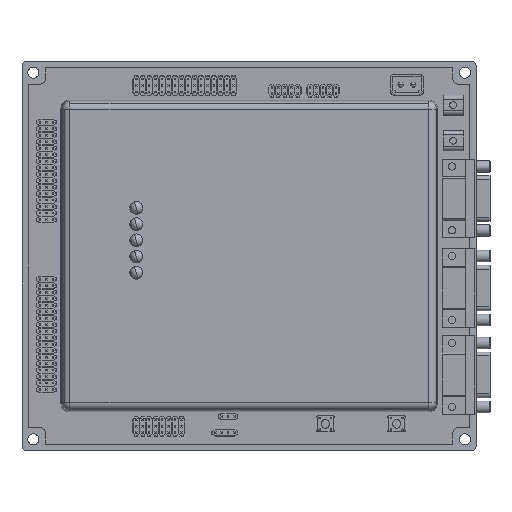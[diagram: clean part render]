
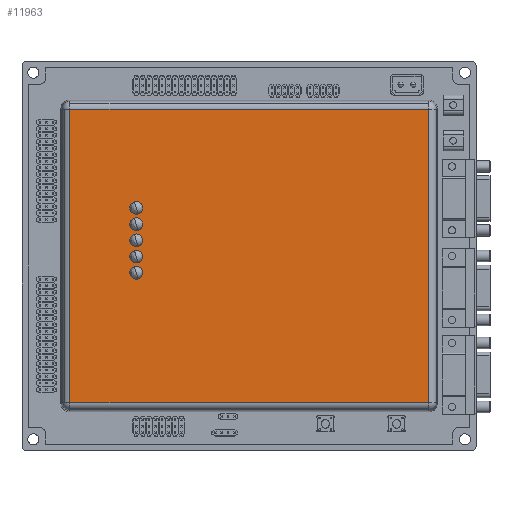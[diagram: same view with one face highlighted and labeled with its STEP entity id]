
A CAD part, top view. The second image highlights one B-rep face of the part: STEP entity #11963.
In plain terms, the highlighted face is planar.
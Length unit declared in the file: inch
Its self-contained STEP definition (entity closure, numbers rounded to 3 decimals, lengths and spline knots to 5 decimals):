
#9902=CARTESIAN_POINT('',(1.83843,0.24,0.0));
#9903=VERTEX_POINT('',#9902);
#9912=CARTESIAN_POINT('',(1.64157,0.24,0.0));
#9913=VERTEX_POINT('',#9912);
#9914=CARTESIAN_POINT('',(1.74,0.24,0.0));
#9915=DIRECTION('',(0.0,0.0,1.0));
#9916=DIRECTION('',(1.0,0.0,0.0));
#9917=AXIS2_PLACEMENT_3D('',#9914,#9915,#9916);
#9918=CIRCLE('',#9917,0.09843);
#9919=EDGE_CURVE('',#9913,#9903,#9918,.T.);
#10028=CARTESIAN_POINT('',(1.83843,0.49,0.0));
#10029=VERTEX_POINT('',#10028);
#10038=CARTESIAN_POINT('',(1.64157,0.49,0.0));
#10039=VERTEX_POINT('',#10038);
#10040=CARTESIAN_POINT('',(1.74,0.49,0.0));
#10041=DIRECTION('',(0.0,0.0,1.0));
#10042=DIRECTION('',(1.0,0.0,0.0));
#10043=AXIS2_PLACEMENT_3D('',#10040,#10041,#10042);
#10044=CIRCLE('',#10043,0.09843);
#10045=EDGE_CURVE('',#10039,#10029,#10044,.T.);
#10208=CARTESIAN_POINT('',(1.83843,0.74,0.0));
#10209=VERTEX_POINT('',#10208);
#10218=CARTESIAN_POINT('',(1.64157,0.74,0.0));
#10219=VERTEX_POINT('',#10218);
#10220=CARTESIAN_POINT('',(1.74,0.74,0.0));
#10221=DIRECTION('',(0.0,0.0,1.0));
#10222=DIRECTION('',(1.0,0.0,0.0));
#10223=AXIS2_PLACEMENT_3D('',#10220,#10221,#10222);
#10224=CIRCLE('',#10223,0.09843);
#10225=EDGE_CURVE('',#10219,#10209,#10224,.T.);
#10442=CARTESIAN_POINT('',(1.83843,-0.01,0.0));
#10443=VERTEX_POINT('',#10442);
#10452=CARTESIAN_POINT('',(1.64157,-0.01,0.0));
#10453=VERTEX_POINT('',#10452);
#10454=CARTESIAN_POINT('',(1.74,-0.01,0.0));
#10455=DIRECTION('',(0.0,0.0,1.0));
#10456=DIRECTION('',(1.0,0.0,0.0));
#10457=AXIS2_PLACEMENT_3D('',#10454,#10455,#10456);
#10458=CIRCLE('',#10457,0.09843);
#10459=EDGE_CURVE('',#10453,#10443,#10458,.T.);
#10622=CARTESIAN_POINT('',(1.83843,-0.26,0.0));
#10623=VERTEX_POINT('',#10622);
#10632=CARTESIAN_POINT('',(1.64157,-0.26,0.0));
#10633=VERTEX_POINT('',#10632);
#10634=CARTESIAN_POINT('',(1.74,-0.26,0.0));
#10635=DIRECTION('',(0.0,0.0,1.0));
#10636=DIRECTION('',(1.0,0.0,0.0));
#10637=AXIS2_PLACEMENT_3D('',#10634,#10635,#10636);
#10638=CIRCLE('',#10637,0.09843);
#10639=EDGE_CURVE('',#10633,#10623,#10638,.T.);
#10867=CARTESIAN_POINT('',(1.74,-0.26,0.0));
#10868=DIRECTION('',(0.0,0.0,1.0));
#10869=DIRECTION('',(1.0,0.0,0.0));
#10870=AXIS2_PLACEMENT_3D('',#10867,#10868,#10869);
#10871=CIRCLE('',#10870,0.09843);
#10872=EDGE_CURVE('',#10623,#10633,#10871,.T.);
#11023=CARTESIAN_POINT('',(1.74,-0.01,0.0));
#11024=DIRECTION('',(0.0,0.0,1.0));
#11025=DIRECTION('',(1.0,0.0,0.0));
#11026=AXIS2_PLACEMENT_3D('',#11023,#11024,#11025);
#11027=CIRCLE('',#11026,0.09843);
#11028=EDGE_CURVE('',#10443,#10453,#11027,.T.);
#11178=CARTESIAN_POINT('',(1.74,0.74,0.0));
#11179=DIRECTION('',(0.0,0.0,1.0));
#11180=DIRECTION('',(1.0,0.0,0.0));
#11181=AXIS2_PLACEMENT_3D('',#11178,#11179,#11180);
#11182=CIRCLE('',#11181,0.09843);
#11183=EDGE_CURVE('',#10209,#10219,#11182,.T.);
#11334=CARTESIAN_POINT('',(1.74,0.49,0.0));
#11335=DIRECTION('',(0.0,0.0,1.0));
#11336=DIRECTION('',(1.0,0.0,0.0));
#11337=AXIS2_PLACEMENT_3D('',#11334,#11335,#11336);
#11338=CIRCLE('',#11337,0.09843);
#11339=EDGE_CURVE('',#10029,#10039,#11338,.T.);
#11440=CARTESIAN_POINT('',(1.74,0.24,0.0));
#11441=DIRECTION('',(0.0,0.0,1.0));
#11442=DIRECTION('',(1.0,0.0,0.0));
#11443=AXIS2_PLACEMENT_3D('',#11440,#11441,#11442);
#11444=CIRCLE('',#11443,0.09843);
#11445=EDGE_CURVE('',#9903,#9913,#11444,.T.);
#11608=CARTESIAN_POINT('',(-2.76069,-2.26069,0.0));
#11609=VERTEX_POINT('',#11608);
#11642=CARTESIAN_POINT('',(-2.76069,2.26069,0.0));
#11643=VERTEX_POINT('',#11642);
#11668=CARTESIAN_POINT('',(2.76069,-2.26069,0.0));
#11669=VERTEX_POINT('',#11668);
#11701=CARTESIAN_POINT('',(2.76069,2.26069,0.0));
#11702=VERTEX_POINT('',#11701);
#11762=CARTESIAN_POINT('',(2.76069,-2.26069,0.0));
#11763=DIRECTION('',(0.0,1.0,0.0));
#11764=VECTOR('',#11763,4.52138);
#11765=LINE('',#11762,#11764);
#11766=EDGE_CURVE('',#11669,#11702,#11765,.T.);
#11779=CARTESIAN_POINT('',(2.76069,2.26069,0.0));
#11780=DIRECTION('',(-1.0,0.0,0.0));
#11781=VECTOR('',#11780,5.52138);
#11782=LINE('',#11779,#11781);
#11783=EDGE_CURVE('',#11702,#11643,#11782,.T.);
#11821=CARTESIAN_POINT('',(-2.76069,-2.26069,0.0));
#11822=DIRECTION('',(1.0,0.0,0.0));
#11823=VECTOR('',#11822,5.52138);
#11824=LINE('',#11821,#11823);
#11825=EDGE_CURVE('',#11609,#11669,#11824,.T.);
#11863=CARTESIAN_POINT('',(-2.76069,2.26069,0.0));
#11864=DIRECTION('',(0.0,-1.0,0.0));
#11865=VECTOR('',#11864,4.52138);
#11866=LINE('',#11863,#11865);
#11867=EDGE_CURVE('',#11643,#11609,#11866,.T.);
#11932=CARTESIAN_POINT('',(0.,0.,0.0));
#11933=DIRECTION('',(0.0,0.0,1.0));
#11934=DIRECTION('',(1.0,0.0,0.0));
#11935=AXIS2_PLACEMENT_3D('',#11932,#11933,#11934);
#11936=PLANE('',#11935);
#11937=ORIENTED_EDGE('',*,*,#11766,.F.);
#11938=ORIENTED_EDGE('',*,*,#11825,.F.);
#11939=ORIENTED_EDGE('',*,*,#11867,.F.);
#11940=ORIENTED_EDGE('',*,*,#11783,.F.);
#11941=EDGE_LOOP('',(#11937,#11938,#11939,#11940));
#11942=FACE_OUTER_BOUND('',#11941,.T.);
#11943=ORIENTED_EDGE('',*,*,#10639,.T.);
#11944=ORIENTED_EDGE('',*,*,#10872,.T.);
#11945=EDGE_LOOP('',(#11943,#11944));
#11946=FACE_BOUND('',#11945,.T.);
#11947=ORIENTED_EDGE('',*,*,#10459,.T.);
#11948=ORIENTED_EDGE('',*,*,#11028,.T.);
#11949=EDGE_LOOP('',(#11947,#11948));
#11950=FACE_BOUND('',#11949,.T.);
#11951=ORIENTED_EDGE('',*,*,#10225,.T.);
#11952=ORIENTED_EDGE('',*,*,#11183,.T.);
#11953=EDGE_LOOP('',(#11951,#11952));
#11954=FACE_BOUND('',#11953,.T.);
#11955=ORIENTED_EDGE('',*,*,#10045,.T.);
#11956=ORIENTED_EDGE('',*,*,#11339,.T.);
#11957=EDGE_LOOP('',(#11955,#11956));
#11958=FACE_BOUND('',#11957,.T.);
#11959=ORIENTED_EDGE('',*,*,#9919,.T.);
#11960=ORIENTED_EDGE('',*,*,#11445,.T.);
#11961=EDGE_LOOP('',(#11959,#11960));
#11962=FACE_BOUND('',#11961,.T.);
#11963=ADVANCED_FACE('',(#11942,#11946,#11950,#11954,#11958,#11962),#11936,.F.);
